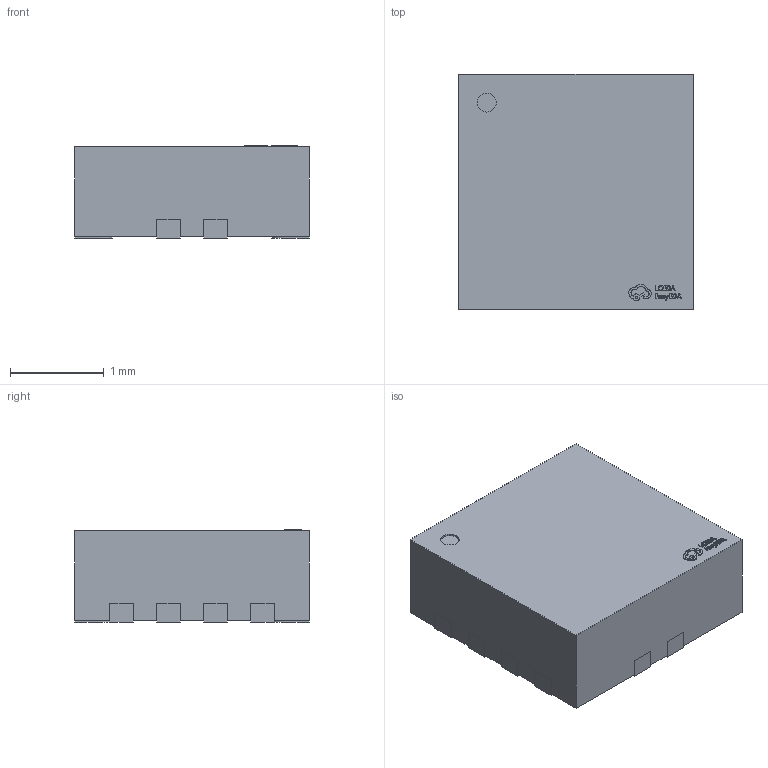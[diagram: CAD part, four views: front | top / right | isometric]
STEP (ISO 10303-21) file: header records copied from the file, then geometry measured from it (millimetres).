
FILE_DESCRIPTION (( 'STEP AP214' ), '1' );
FILE_NAME ('QFN-12_L2.5-W2.5-P0.50-TL.step', '2022-07-15T02:44:46', ( '' ), ( '' ), 'SwSTEP 2.0', 'SolidWorks 2020', '' );
FILE_SCHEMA (( 'AUTOMOTIVE_DESIGN' ));
Length unit declared in the file: millimetre
Products named in the file (1): QFN-12_L2.5-W2.5-P0.50-TL
Bounding box: 2.5 x 2.5 x 0.98 mm (x, y, z)
Volume: 6 mm3; surface area: 22.4 mm2
Topology: 1 solids, 1 shells, 368 faces, 1017 edges, 678 vertices
Faces by surface type: plane 239, bspline 112, cylinder 17
Entity records: 16282 total; most frequent: CARTESIAN_POINT 4168, ORIENTED_EDGE 2034, DIRECTION 1337, EDGE_CURVE 1017, VECTOR 755, LINE 755, VERTEX_POINT 678, EDGE_LOOP 395
